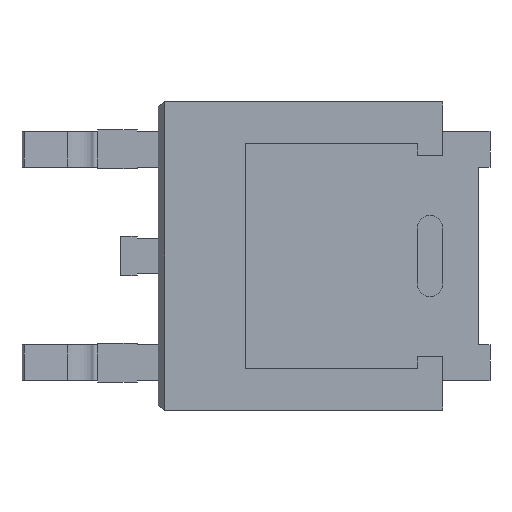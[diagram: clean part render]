
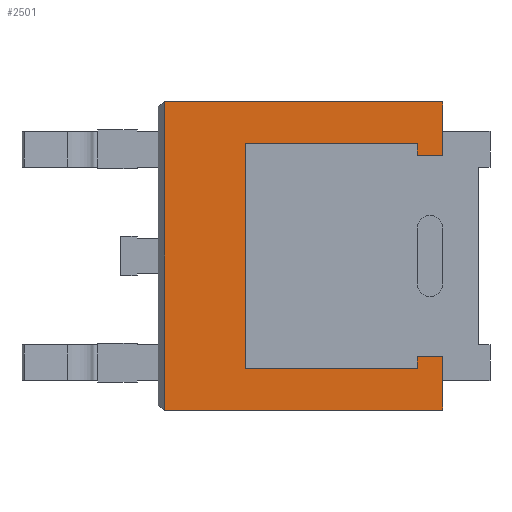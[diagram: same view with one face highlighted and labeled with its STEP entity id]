
A CAD part, front view. The second image highlights one B-rep face of the part: STEP entity #2501.
In plain terms, the highlighted planar face has unit normal (0, -1, 0).
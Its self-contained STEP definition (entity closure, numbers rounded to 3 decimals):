
#4 = VECTOR ( 'NONE', #2345, 1000. ) ;
#33 = CARTESIAN_POINT ( 'NONE',  ( -1.96, 0., -3.302 ) ) ;
#55 = ORIENTED_EDGE ( 'NONE', *, *, #1118, .T. ) ;
#68 = DIRECTION ( 'NONE',  ( 0., 0., 1. ) ) ;
#71 = ORIENTED_EDGE ( 'NONE', *, *, #1452, .T. ) ;
#129 = VERTEX_POINT ( 'NONE', #402 ) ;
#171 = EDGE_CURVE ( 'NONE', #571, #2115, #2061, .T. ) ;
#180 = DIRECTION ( 'NONE',  ( 1., 0., 0. ) ) ;
#186 = DIRECTION ( 'NONE',  ( 0., -1., 0. ) ) ;
#189 = DIRECTION ( 'NONE',  ( 1., 0., 0. ) ) ;
#217 = CARTESIAN_POINT ( 'NONE',  ( 4.001, 0., 2.156 ) ) ;
#230 = CARTESIAN_POINT ( 'NONE',  ( 0., 0., 0. ) ) ;
#267 = ORIENTED_EDGE ( 'NONE', *, *, #3129, .T. ) ;
#349 = VERTEX_POINT ( 'NONE', #33 ) ;
#402 = CARTESIAN_POINT ( 'NONE',  ( 4.001, 0., -3.302 ) ) ;
#484 = DIRECTION ( 'NONE',  ( -1., 0., 0. ) ) ;
#571 = VERTEX_POINT ( 'NONE', #1074 ) ;
#602 = VECTOR ( 'NONE', #2029, 1000. ) ;
#607 = ORIENTED_EDGE ( 'NONE', *, *, #2776, .F. ) ;
#645 = CARTESIAN_POINT ( 'NONE',  ( 3.461, 0., 2.156 ) ) ;
#680 = ORIENTED_EDGE ( 'NONE', *, *, #2213, .F. ) ;
#691 = CARTESIAN_POINT ( 'NONE',  ( -0.232, 0., -2.413 ) ) ;
#719 = DIRECTION ( 'NONE',  ( 0., 0., 1. ) ) ;
#728 = DIRECTION ( 'NONE',  ( 0., 0., -1. ) ) ;
#737 = DIRECTION ( 'NONE',  ( 0., 0., -1. ) ) ;
#739 = VECTOR ( 'NONE', #68, 1000. ) ;
#742 = VERTEX_POINT ( 'NONE', #1391 ) ;
#747 = EDGE_CURVE ( 'NONE', #3144, #2758, #2931, .T. ) ;
#780 = VERTEX_POINT ( 'NONE', #691 ) ;
#791 = AXIS2_PLACEMENT_3D ( 'NONE', #230, #186, #2121 ) ;
#944 = CARTESIAN_POINT ( 'NONE',  ( 4.001, 0., -2.156 ) ) ;
#947 = CARTESIAN_POINT ( 'NONE',  ( 3.461, 0., 2.413 ) ) ;
#990 = VECTOR ( 'NONE', #189, 1000. ) ;
#999 = ORIENTED_EDGE ( 'NONE', *, *, #747, .T. ) ;
#1074 = CARTESIAN_POINT ( 'NONE',  ( -1.96, 0., 3.302 ) ) ;
#1102 = DIRECTION ( 'NONE',  ( 0., 0., -1. ) ) ;
#1118 = EDGE_CURVE ( 'NONE', #2956, #3144, #1508, .T. ) ;
#1138 = EDGE_CURVE ( 'NONE', #780, #2210, #2496, .T. ) ;
#1171 = CARTESIAN_POINT ( 'NONE',  ( 3.461, 0., -2.413 ) ) ;
#1203 = CARTESIAN_POINT ( 'NONE',  ( -0.232, 0., -2.413 ) ) ;
#1253 = CARTESIAN_POINT ( 'NONE',  ( -0.232, 0., 2.413 ) ) ;
#1263 = VECTOR ( 'NONE', #737, 1000. ) ;
#1279 = EDGE_CURVE ( 'NONE', #2210, #2956, #3164, .T. ) ;
#1295 = VECTOR ( 'NONE', #728, 1000. ) ;
#1329 = ORIENTED_EDGE ( 'NONE', *, *, #1279, .T. ) ;
#1372 = CARTESIAN_POINT ( 'NONE',  ( 3.461, 0., -2.413 ) ) ;
#1387 = CARTESIAN_POINT ( 'NONE',  ( 3.461, 0., 2.413 ) ) ;
#1391 = CARTESIAN_POINT ( 'NONE',  ( 4.001, 0., -2.156 ) ) ;
#1395 = DIRECTION ( 'NONE',  ( 0., 0., -1. ) ) ;
#1452 = EDGE_CURVE ( 'NONE', #2408, #780, #2232, .T. ) ;
#1468 = VECTOR ( 'NONE', #484, 1000. ) ;
#1508 = LINE ( 'NONE', #1976, #1295 ) ;
#1657 = CARTESIAN_POINT ( 'NONE',  ( -1.96, 0., -3.302 ) ) ;
#1676 = PLANE ( 'NONE',  #791 ) ;
#1692 = LINE ( 'NONE', #944, #1468 ) ;
#1798 = CARTESIAN_POINT ( 'NONE',  ( 3.461, 0., -2.156 ) ) ;
#1976 = CARTESIAN_POINT ( 'NONE',  ( 3.461, 0., 2.156 ) ) ;
#1987 = LINE ( 'NONE', #2735, #1263 ) ;
#2007 = VECTOR ( 'NONE', #180, 1000. ) ;
#2029 = DIRECTION ( 'NONE',  ( -1., 0., 0. ) ) ;
#2046 = CARTESIAN_POINT ( 'NONE',  ( 4.001, 0., -3.302 ) ) ;
#2061 = LINE ( 'NONE', #3092, #2007 ) ;
#2085 = VECTOR ( 'NONE', #1102, 1000. ) ;
#2104 = LINE ( 'NONE', #2046, #602 ) ;
#2115 = VERTEX_POINT ( 'NONE', #2882 ) ;
#2121 = DIRECTION ( 'NONE',  ( 0., 0., -1. ) ) ;
#2170 = DIRECTION ( 'NONE',  ( -1., 0., 0. ) ) ;
#2210 = VERTEX_POINT ( 'NONE', #1253 ) ;
#2213 = EDGE_CURVE ( 'NONE', #742, #129, #1987, .T. ) ;
#2232 = LINE ( 'NONE', #1171, #2397 ) ;
#2305 = EDGE_LOOP ( 'NONE', ( #2502, #607, #680, #3059, #267, #71, #2404, #1329, #55, #999, #2926, #2819 ) ) ;
#2314 = CARTESIAN_POINT ( 'NONE',  ( 3.461, 0., -2.156 ) ) ;
#2345 = DIRECTION ( 'NONE',  ( 1., 0., 0. ) ) ;
#2397 = VECTOR ( 'NONE', #2170, 1000. ) ;
#2404 = ORIENTED_EDGE ( 'NONE', *, *, #1138, .T. ) ;
#2408 = VERTEX_POINT ( 'NONE', #1372 ) ;
#2422 = LINE ( 'NONE', #1657, #2554 ) ;
#2488 = EDGE_CURVE ( 'NONE', #349, #571, #2422, .T. ) ;
#2496 = LINE ( 'NONE', #1203, #739 ) ;
#2501 = ADVANCED_FACE ( 'NONE', ( #3115 ), #1676, .T. ) ;
#2502 = ORIENTED_EDGE ( 'NONE', *, *, #2488, .F. ) ;
#2534 = CARTESIAN_POINT ( 'NONE',  ( 4.001, 0., 2.156 ) ) ;
#2554 = VECTOR ( 'NONE', #719, 1000. ) ;
#2562 = LINE ( 'NONE', #2314, #2085 ) ;
#2570 = EDGE_CURVE ( 'NONE', #742, #2729, #1692, .T. ) ;
#2708 = VECTOR ( 'NONE', #1395, 1000. ) ;
#2729 = VERTEX_POINT ( 'NONE', #1798 ) ;
#2735 = CARTESIAN_POINT ( 'NONE',  ( 4.001, 0., -3.302 ) ) ;
#2758 = VERTEX_POINT ( 'NONE', #2534 ) ;
#2776 = EDGE_CURVE ( 'NONE', #129, #349, #2104, .T. ) ;
#2819 = ORIENTED_EDGE ( 'NONE', *, *, #171, .F. ) ;
#2828 = CARTESIAN_POINT ( 'NONE',  ( 4.001, 0., -3.302 ) ) ;
#2882 = CARTESIAN_POINT ( 'NONE',  ( 4.001, 0., 3.302 ) ) ;
#2926 = ORIENTED_EDGE ( 'NONE', *, *, #3150, .F. ) ;
#2931 = LINE ( 'NONE', #217, #990 ) ;
#2956 = VERTEX_POINT ( 'NONE', #1387 ) ;
#3059 = ORIENTED_EDGE ( 'NONE', *, *, #2570, .T. ) ;
#3085 = LINE ( 'NONE', #2828, #2708 ) ;
#3092 = CARTESIAN_POINT ( 'NONE',  ( 4.001, 0., 3.302 ) ) ;
#3115 = FACE_OUTER_BOUND ( 'NONE', #2305, .T. ) ;
#3129 = EDGE_CURVE ( 'NONE', #2729, #2408, #2562, .T. ) ;
#3144 = VERTEX_POINT ( 'NONE', #645 ) ;
#3150 = EDGE_CURVE ( 'NONE', #2115, #2758, #3085, .T. ) ;
#3164 = LINE ( 'NONE', #947, #4 ) ;
